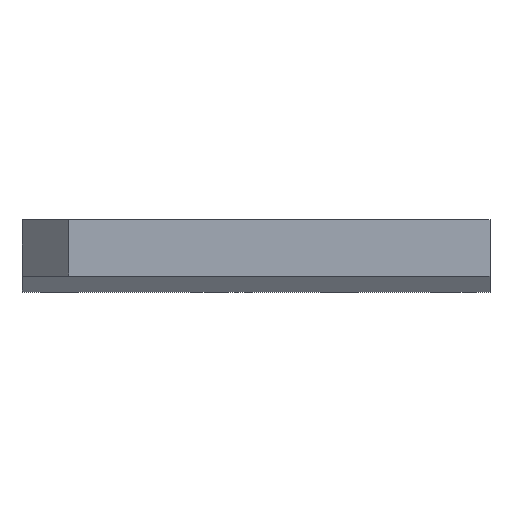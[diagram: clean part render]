
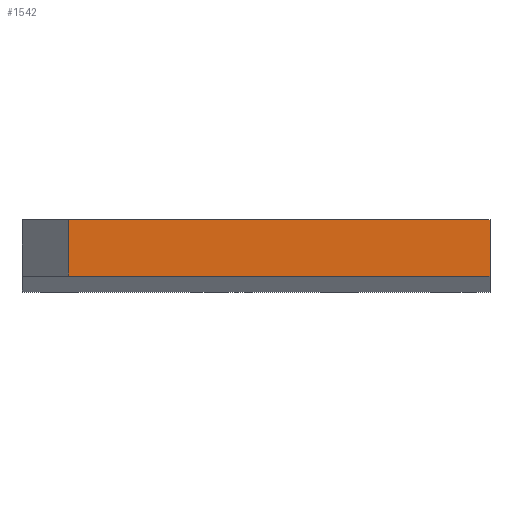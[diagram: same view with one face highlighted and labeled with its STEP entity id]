
A CAD part, top view. The second image highlights one B-rep face of the part: STEP entity #1542.
In plain terms, the highlighted planar face has unit normal (0, 0, 1).
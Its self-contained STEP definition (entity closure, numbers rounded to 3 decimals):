
#51 = VERTEX_POINT ( 'NONE', #5158 ) ;
#69 = EDGE_CURVE ( 'NONE', #6936, #4992, #285, .T. ) ;
#174 = LINE ( 'NONE', #5141, #6676 ) ;
#285 = LINE ( 'NONE', #7501, #6511 ) ;
#749 = ORIENTED_EDGE ( 'NONE', *, *, #4159, .T. ) ;
#963 = EDGE_CURVE ( 'NONE', #4992, #51, #4746, .T. ) ;
#1477 = DIRECTION ( 'NONE',  ( 1., 0., 0. ) ) ;
#1542 = ADVANCED_FACE ( 'NONE', ( #6542 ), #3528, .T. ) ;
#2503 = DIRECTION ( 'NONE',  ( 0., 1., 0. ) ) ;
#2526 = DIRECTION ( 'NONE',  ( 0., -1., 0. ) ) ;
#2709 = CARTESIAN_POINT ( 'NONE',  ( 0.5, 3.05, 24. ) ) ;
#2812 = DIRECTION ( 'NONE',  ( 0., 0., 1. ) ) ;
#3528 = PLANE ( 'NONE',  #6089 ) ;
#4057 = CARTESIAN_POINT ( 'NONE',  ( 27.5, 3.05, 24. ) ) ;
#4159 = EDGE_CURVE ( 'NONE', #9002, #6936, #6324, .T. ) ;
#4236 = ORIENTED_EDGE ( 'NONE', *, *, #69, .T. ) ;
#4303 = CARTESIAN_POINT ( 'NONE',  ( 27.5, 3.05, 24. ) ) ;
#4746 = LINE ( 'NONE', #5578, #6674 ) ;
#4986 = VECTOR ( 'NONE', #2503, 1000. ) ;
#4992 = VERTEX_POINT ( 'NONE', #2709 ) ;
#5141 = CARTESIAN_POINT ( 'NONE',  ( 0., -0.55, 24. ) ) ;
#5158 = CARTESIAN_POINT ( 'NONE',  ( 0.5, -0.55, 24. ) ) ;
#5578 = CARTESIAN_POINT ( 'NONE',  ( 0.5, -0.55, 24. ) ) ;
#5947 = ORIENTED_EDGE ( 'NONE', *, *, #6388, .F. ) ;
#6089 = AXIS2_PLACEMENT_3D ( 'NONE', #9398, #2812, #1477 ) ;
#6232 = CARTESIAN_POINT ( 'NONE',  ( 27.5, -0.55, 24. ) ) ;
#6324 = LINE ( 'NONE', #4057, #4986 ) ;
#6388 = EDGE_CURVE ( 'NONE', #9002, #51, #174, .T. ) ;
#6511 = VECTOR ( 'NONE', #6686, 1000. ) ;
#6542 = FACE_OUTER_BOUND ( 'NONE', #7652, .T. ) ;
#6674 = VECTOR ( 'NONE', #2526, 1000. ) ;
#6676 = VECTOR ( 'NONE', #8055, 1000. ) ;
#6686 = DIRECTION ( 'NONE',  ( -1., 0., 0. ) ) ;
#6741 = ORIENTED_EDGE ( 'NONE', *, *, #963, .T. ) ;
#6936 = VERTEX_POINT ( 'NONE', #4303 ) ;
#7501 = CARTESIAN_POINT ( 'NONE',  ( -2.5, 3.05, 24. ) ) ;
#7652 = EDGE_LOOP ( 'NONE', ( #4236, #6741, #5947, #749 ) ) ;
#8055 = DIRECTION ( 'NONE',  ( -1., 0., 0. ) ) ;
#9002 = VERTEX_POINT ( 'NONE', #6232 ) ;
#9398 = CARTESIAN_POINT ( 'NONE',  ( 0., 0., 24. ) ) ;
